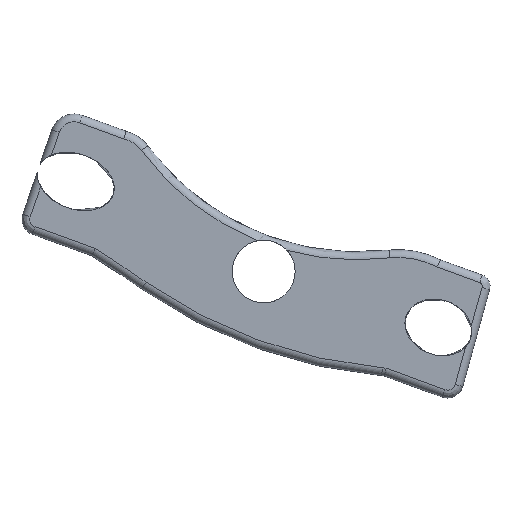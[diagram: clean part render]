
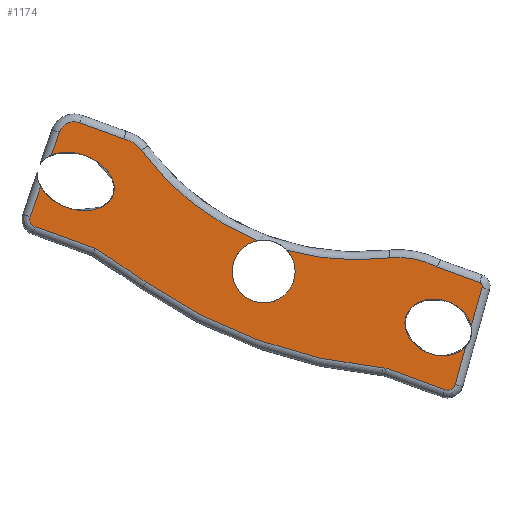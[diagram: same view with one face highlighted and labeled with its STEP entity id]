
A CAD part, top view. The second image highlights one B-rep face of the part: STEP entity #1174.
In plain terms, the highlighted face is planar.
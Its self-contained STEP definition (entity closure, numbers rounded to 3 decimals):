
#30=ELLIPSE('',#1312,5.07,3.5);
#31=ELLIPSE('',#1313,4.354,3.5);
#66=PLANE('',#1315);
#128=FACE_OUTER_BOUND('',#198,.T.);
#198=EDGE_LOOP('',(#914,#915,#916,#917,#918,#919,#920,#921,#922,#923,#924,
#925,#926,#927,#928,#929,#930,#931,#932,#933,#934,#935,#936));
#255=CIRCLE('',#1235,34.052);
#258=CIRCLE('',#1238,34.052);
#259=CIRCLE('',#1240,10.875);
#263=CIRCLE('',#1245,1.);
#267=CIRCLE('',#1250,0.5);
#269=CIRCLE('',#1254,3.9);
#273=CIRCLE('',#1259,216.25);
#275=CIRCLE('',#1262,62.933);
#277=CIRCLE('',#1265,189.5);
#280=CIRCLE('',#1269,2.);
#284=CIRCLE('',#1275,1.);
#302=CIRCLE('',#1316,4.);
#303=CIRCLE('',#1317,4.);
#318=LINE('',#1755,#393);
#320=LINE('',#1827,#395);
#321=LINE('',#1881,#396);
#323=LINE('',#1886,#398);
#324=LINE('',#1902,#399);
#326=LINE('',#1959,#401);
#329=LINE('',#1980,#404);
#330=LINE('',#1996,#405);
#393=VECTOR('',#1387,10.);
#395=VECTOR('',#1409,10.);
#396=VECTOR('',#1418,10.);
#398=VECTOR('',#1422,10.);
#399=VECTOR('',#1431,10.);
#401=VECTOR('',#1471,10.);
#404=VECTOR('',#1478,10.);
#405=VECTOR('',#1487,10.);
#469=VERTEX_POINT('',#1752);
#470=VERTEX_POINT('',#1754);
#471=VERTEX_POINT('',#1769);
#472=VERTEX_POINT('',#1770);
#473=VERTEX_POINT('',#1783);
#476=VERTEX_POINT('',#1800);
#477=VERTEX_POINT('',#1804);
#481=VERTEX_POINT('',#1824);
#482=VERTEX_POINT('',#1826);
#484=VERTEX_POINT('',#1858);
#485=VERTEX_POINT('',#1863);
#487=VERTEX_POINT('',#1874);
#489=VERTEX_POINT('',#1884);
#491=VERTEX_POINT('',#1897);
#494=VERTEX_POINT('',#1911);
#495=VERTEX_POINT('',#1913);
#497=VERTEX_POINT('',#1931);
#499=VERTEX_POINT('',#1940);
#501=VERTEX_POINT('',#1946);
#502=VERTEX_POINT('',#1962);
#505=VERTEX_POINT('',#1978);
#507=VERTEX_POINT('',#1991);
#537=VERTEX_POINT('',#2132);
#579=EDGE_CURVE('',#469,#470,#318,.T.);
#582=EDGE_CURVE('',#472,#473,#255,.T.);
#586=EDGE_CURVE('',#476,#471,#258,.T.);
#587=EDGE_CURVE('',#473,#477,#259,.T.);
#592=EDGE_CURVE('',#481,#482,#320,.T.);
#595=EDGE_CURVE('',#484,#481,#263,.T.);
#599=EDGE_CURVE('',#487,#484,#321,.T.);
#602=EDGE_CURVE('',#489,#485,#323,.T.);
#604=EDGE_CURVE('',#491,#489,#267,.T.);
#606=EDGE_CURVE('',#477,#491,#324,.T.);
#608=EDGE_CURVE('',#470,#476,#269,.T.);
#612=EDGE_CURVE('',#494,#495,#273,.T.);
#615=EDGE_CURVE('',#497,#494,#275,.T.);
#617=EDGE_CURVE('',#482,#497,#277,.T.);
#620=EDGE_CURVE('',#499,#469,#280,.T.);
#623=EDGE_CURVE('',#501,#499,#326,.T.);
#628=EDGE_CURVE('',#505,#502,#329,.T.);
#630=EDGE_CURVE('',#507,#505,#284,.T.);
#632=EDGE_CURVE('',#495,#507,#330,.T.);
#680=EDGE_CURVE('',#501,#502,#30,.T.);
#681=EDGE_CURVE('',#487,#485,#31,.T.);
#684=EDGE_CURVE('',#472,#537,#302,.T.);
#685=EDGE_CURVE('',#537,#471,#303,.T.);
#914=ORIENTED_EDGE('',*,*,#623,.F.);
#915=ORIENTED_EDGE('',*,*,#680,.T.);
#916=ORIENTED_EDGE('',*,*,#628,.F.);
#917=ORIENTED_EDGE('',*,*,#630,.F.);
#918=ORIENTED_EDGE('',*,*,#632,.F.);
#919=ORIENTED_EDGE('',*,*,#612,.F.);
#920=ORIENTED_EDGE('',*,*,#615,.F.);
#921=ORIENTED_EDGE('',*,*,#617,.F.);
#922=ORIENTED_EDGE('',*,*,#592,.F.);
#923=ORIENTED_EDGE('',*,*,#595,.F.);
#924=ORIENTED_EDGE('',*,*,#599,.F.);
#925=ORIENTED_EDGE('',*,*,#681,.T.);
#926=ORIENTED_EDGE('',*,*,#602,.F.);
#927=ORIENTED_EDGE('',*,*,#604,.F.);
#928=ORIENTED_EDGE('',*,*,#606,.F.);
#929=ORIENTED_EDGE('',*,*,#587,.F.);
#930=ORIENTED_EDGE('',*,*,#582,.F.);
#931=ORIENTED_EDGE('',*,*,#684,.T.);
#932=ORIENTED_EDGE('',*,*,#685,.T.);
#933=ORIENTED_EDGE('',*,*,#586,.F.);
#934=ORIENTED_EDGE('',*,*,#608,.F.);
#935=ORIENTED_EDGE('',*,*,#579,.F.);
#936=ORIENTED_EDGE('',*,*,#620,.F.);
#1174=ADVANCED_FACE('',(#128),#66,.F.);
#1235=AXIS2_PLACEMENT_3D('',#1784,#1390,#1391);
#1238=AXIS2_PLACEMENT_3D('',#1802,#1396,#1397);
#1240=AXIS2_PLACEMENT_3D('',#1805,#1400,#1401);
#1245=AXIS2_PLACEMENT_3D('',#1860,#1412,#1413);
#1250=AXIS2_PLACEMENT_3D('',#1899,#1425,#1426);
#1254=AXIS2_PLACEMENT_3D('',#1905,#1435,#1436);
#1259=AXIS2_PLACEMENT_3D('',#1914,#1445,#1446);
#1262=AXIS2_PLACEMENT_3D('',#1933,#1451,#1452);
#1265=AXIS2_PLACEMENT_3D('',#1936,#1457,#1458);
#1269=AXIS2_PLACEMENT_3D('',#1942,#1465,#1466);
#1275=AXIS2_PLACEMENT_3D('',#1993,#1481,#1482);
#1312=AXIS2_PLACEMENT_3D('',#2107,#1586,#1587);
#1313=AXIS2_PLACEMENT_3D('',#2126,#1588,#1589);
#1315=AXIS2_PLACEMENT_3D('',#2131,#1592,#1593);
#1316=AXIS2_PLACEMENT_3D('',#2133,#1594,#1595);
#1317=AXIS2_PLACEMENT_3D('',#2134,#1596,#1597);
#1387=DIRECTION('',(1.,0.,0.));
#1390=DIRECTION('center_axis',(0.,0.,
-1.));
#1391=DIRECTION('ref_axis',(-0.059,0.998,0.));
#1396=DIRECTION('center_axis',(0.,0.,
-1.));
#1397=DIRECTION('ref_axis',(-0.059,0.998,0.));
#1400=DIRECTION('center_axis',(0.,0.,
1.));
#1401=DIRECTION('ref_axis',(-0.159,-0.987,0.));
#1409=DIRECTION('',(-1.,0.,0.));
#1412=DIRECTION('center_axis',(0.,0.,
1.));
#1413=DIRECTION('ref_axis',(0.735,0.679,0.));
#1418=DIRECTION('',(0.079,0.997,0.));
#1422=DIRECTION('',(0.079,0.997,0.));
#1425=DIRECTION('center_axis',(0.,0.,
1.));
#1426=DIRECTION('ref_axis',(0.679,-0.735,0.));
#1431=DIRECTION('',(1.,0.,0.));
#1435=DIRECTION('center_axis',(0.,0.,
1.));
#1436=DIRECTION('ref_axis',(0.24,-0.971,0.));
#1445=DIRECTION('center_axis',(0.,0.,
-1.));
#1446=DIRECTION('ref_axis',(0.235,-0.972,0.));
#1451=DIRECTION('center_axis',(0.,0.,
1.));
#1452=DIRECTION('ref_axis',(0.002,1.,0.));
#1457=DIRECTION('center_axis',(0.,0.,
-1.));
#1458=DIRECTION('ref_axis',(-0.255,-0.967,0.));
#1465=DIRECTION('center_axis',(0.,0.,
1.));
#1466=DIRECTION('ref_axis',(-0.713,-0.701,0.));
#1471=DIRECTION('',(-0.018,-1.,0.));
#1478=DIRECTION('',(-0.018,-1.,0.));
#1481=DIRECTION('center_axis',(0.,0.,
1.));
#1482=DIRECTION('ref_axis',(-0.701,0.713,0.));
#1487=DIRECTION('',(-1.,0.,0.));
#1586=DIRECTION('center_axis',(0.,0.,
1.));
#1587=DIRECTION('ref_axis',(1.,0.,0.));
#1588=DIRECTION('center_axis',(0.,0.,
1.));
#1589=DIRECTION('ref_axis',(-1.,0.,0.));
#1592=DIRECTION('center_axis',(0.,0.,
1.));
#1593=DIRECTION('ref_axis',(-1.,0.,0.));
#1594=DIRECTION('center_axis',(0.,0.,
1.));
#1595=DIRECTION('ref_axis',(-1.,0.,0.));
#1596=DIRECTION('center_axis',(0.,0.,
1.));
#1597=DIRECTION('ref_axis',(-1.,0.,0.));
#1752=CARTESIAN_POINT('',(-14.16,12.852,-14.28));
#1754=CARTESIAN_POINT('',(-8.168,12.852,-14.28));
#1755=CARTESIAN_POINT('',(-2.153,12.852,-14.28));
#1769=CARTESIAN_POINT('',(12.254,19.195,-14.28));
#1770=CARTESIAN_POINT('',(16.202,19.093,-14.28));
#1783=CARTESIAN_POINT('',(28.798,15.508,-14.28));
#1784=CARTESIAN_POINT('Origin',(13.353,-14.84,-14.28));
#1800=CARTESIAN_POINT('',(-5.553,13.482,-14.28));
#1802=CARTESIAN_POINT('Origin',(13.353,-14.84,-14.28));
#1804=CARTESIAN_POINT('',(34.864,14.551,-14.28));
#1805=CARTESIAN_POINT('Origin',(33.457,25.334,-14.28));
#1824=CARTESIAN_POINT('',(41.115,28.854,-14.28));
#1826=CARTESIAN_POINT('',(33.15,28.854,-14.28));
#1827=CARTESIAN_POINT('',(28.093,28.854,-14.28));
#1858=CARTESIAN_POINT('',(42.111,27.775,-14.28));
#1860=CARTESIAN_POINT('Origin',(41.115,27.854,-14.28));
#1863=CARTESIAN_POINT('',(41.503,20.099,-14.28));
#1874=CARTESIAN_POINT('',(41.725,22.898,-14.28));
#1881=CARTESIAN_POINT('',(41.216,16.481,-14.28));
#1884=CARTESIAN_POINT('',(41.099,15.011,-14.28));
#1886=CARTESIAN_POINT('',(41.216,16.481,-14.28));
#1897=CARTESIAN_POINT('',(40.601,14.551,-14.28));
#1899=CARTESIAN_POINT('Origin',(40.601,15.051,-14.28));
#1902=CARTESIAN_POINT('',(23.918,14.551,-14.28));
#1905=CARTESIAN_POINT('Origin',(-7.718,16.726,-14.28));
#1911=CARTESIAN_POINT('',(0.74,29.033,-14.28));
#1913=CARTESIAN_POINT('',(-6.815,27.209,-14.28));
#1914=CARTESIAN_POINT('Origin',(-53.777,238.298,-14.28));
#1931=CARTESIAN_POINT('',(32.698,28.974,-14.28));
#1933=CARTESIAN_POINT('Origin',(16.606,-31.867,-14.28));
#1936=CARTESIAN_POINT('Origin',(81.153,212.174,-14.28));
#1940=CARTESIAN_POINT('',(-16.16,14.887,-14.28));
#1942=CARTESIAN_POINT('Origin',(-14.16,14.852,-14.28));
#1946=CARTESIAN_POINT('',(-16.107,17.914,-14.28));
#1959=CARTESIAN_POINT('',(-16.056,20.791,-14.28));
#1962=CARTESIAN_POINT('',(-16.031,22.215,-14.28));
#1978=CARTESIAN_POINT('',(-15.96,26.227,-14.28));
#1980=CARTESIAN_POINT('',(-16.056,20.791,-14.28));
#1991=CARTESIAN_POINT('',(-14.96,27.209,-14.28));
#1993=CARTESIAN_POINT('Origin',(-14.96,26.209,-14.28));
#1996=CARTESIAN_POINT('',(2.991,27.209,-14.28));
#2107=CARTESIAN_POINT('Origin',(-12.069,20.031,-14.28));
#2126=CARTESIAN_POINT('Origin',(37.633,21.703,-14.28));
#2131=CARTESIAN_POINT('Origin',(12.907,21.594,-14.28));
#2132=CARTESIAN_POINT('',(18.317,22.621,-14.28));
#2133=CARTESIAN_POINT('Origin',(14.317,22.621,-14.28));
#2134=CARTESIAN_POINT('Origin',(14.317,22.621,-14.28));
